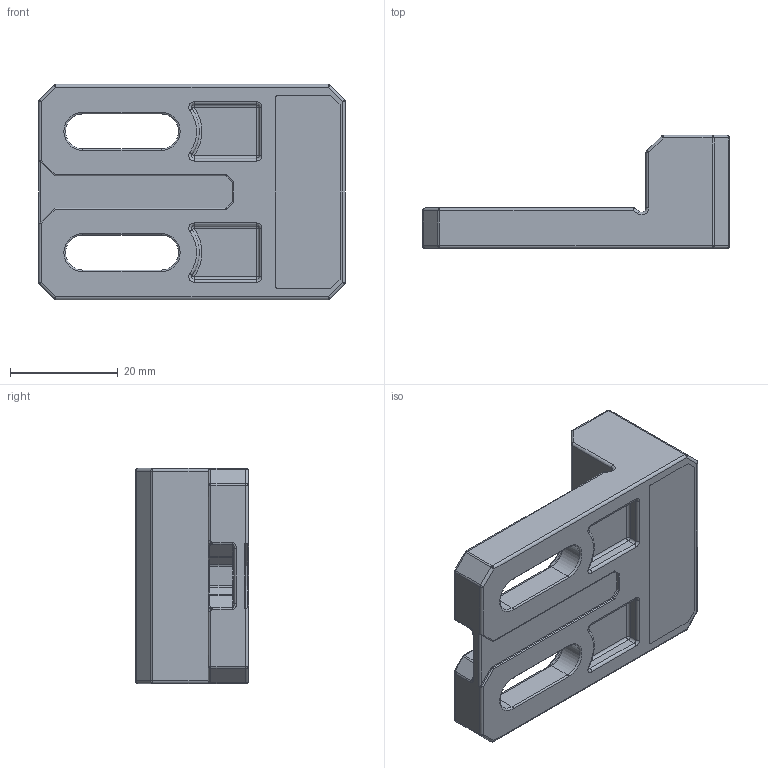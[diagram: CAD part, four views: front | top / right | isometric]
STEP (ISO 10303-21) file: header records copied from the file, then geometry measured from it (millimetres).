
FILE_DESCRIPTION(/* description */ (''),/* implementation_level */ '2;1');
FILE_NAME(/* name */ 'B-MP8040.stp',/* time_stamp */ '2023-02-28T11:35:25+09:00',/* author */ ('user'),/* organization */ (''),/* preprocessor_version */ 'ST-DEVELOPER v15.6',/* originating_system */ 'Autodesk Inventor 2015',/* authorisation */ '');
FILE_SCHEMA (('AUTOMOTIVE_DESIGN { 1 0 10303 214 3 1 1 }'));
Length unit declared in the file: millimetre
Products named in the file (4): 케이스(8040); 덮개(8040); 자석_051030; B-MP8040
Bounding box: 57 x 21 x 40 mm (x, y, z)
Volume: 14379.6 mm3; surface area: 12865.8 mm2
Topology: 3 solids, 3 shells, 552 faces, 1328 edges, 804 vertices
Faces by surface type: cylinder 201, plane 180, bspline 79, torus 48, sphere 44
Entity records: 17365 total; most frequent: CARTESIAN_POINT 4603, ORIENTED_EDGE 2656, DIRECTION 2622, EDGE_CURVE 1328, AXIS2_PLACEMENT_3D 954, VERTEX_POINT 804, LINE 714, VECTOR 714
